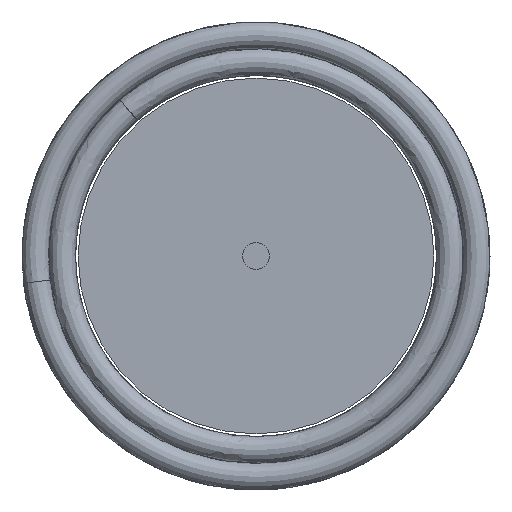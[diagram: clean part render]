
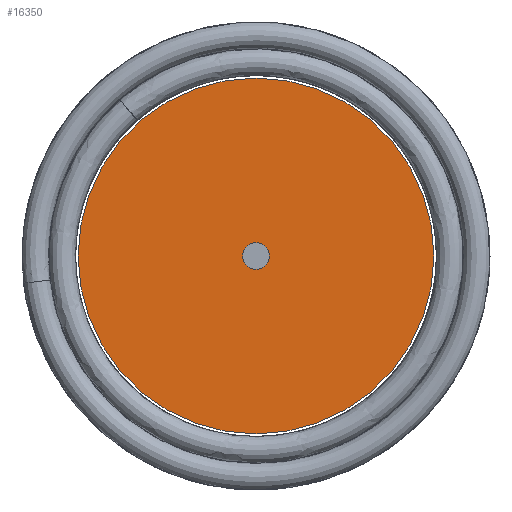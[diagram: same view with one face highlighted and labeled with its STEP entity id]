
A CAD part, front view. The second image highlights one B-rep face of the part: STEP entity #16350.
In plain terms, the highlighted planar face has unit normal (0, -1, 0).
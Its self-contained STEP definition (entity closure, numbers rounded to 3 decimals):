
#16225=CARTESIAN_POINT('',(0.,-28.375,0.));
#16226=DIRECTION('',(0.,1.,0.));
#16227=DIRECTION('',(1.,0.,0.));
#16228=AXIS2_PLACEMENT_3D('',#16225,#16226,#16227);
#16230=CARTESIAN_POINT('',(0.,-28.375,0.));
#16231=DIRECTION('',(0.,1.,0.));
#16232=DIRECTION('',(-1.,0.,0.));
#16233=AXIS2_PLACEMENT_3D('',#16230,#16231,#16232);
#16235=CARTESIAN_POINT('',(0.,-28.375,0.));
#16236=DIRECTION('',(0.,1.,0.));
#16237=DIRECTION('',(-1.,0.,0.));
#16238=AXIS2_PLACEMENT_3D('',#16235,#16236,#16237);
#16240=CARTESIAN_POINT('',(0.,-28.375,0.));
#16241=DIRECTION('',(0.,1.,0.));
#16242=DIRECTION('',(1.,0.,0.));
#16243=AXIS2_PLACEMENT_3D('',#16240,#16241,#16242);
#16309=CARTESIAN_POINT('',(5.406,-28.375,0.));
#16310=CARTESIAN_POINT('',(-5.406,-28.375,0.));
#16311=VERTEX_POINT('',#16309);
#16312=VERTEX_POINT('',#16310);
#16325=CARTESIAN_POINT('',(-0.405,-28.375,0.));
#16326=VERTEX_POINT('',#16325);
#16329=CARTESIAN_POINT('',(0.405,-28.375,0.));
#16330=VERTEX_POINT('',#16329);
#16333=CARTESIAN_POINT('',(0.,-28.375,0.));
#16334=DIRECTION('',(0.,1.,0.));
#16335=DIRECTION('',(1.,0.,0.));
#16336=AXIS2_PLACEMENT_3D('',#16333,#16334,#16335);
#16337=PLANE('',#16336);
#16339=ORIENTED_EDGE('',*,*,#16338,.T.);
#16341=ORIENTED_EDGE('',*,*,#16340,.T.);
#16342=EDGE_LOOP('',(#16339,#16341));
#16343=FACE_OUTER_BOUND('',#16342,.F.);
#16345=ORIENTED_EDGE('',*,*,#16344,.F.);
#16347=ORIENTED_EDGE('',*,*,#16346,.F.);
#16348=EDGE_LOOP('',(#16345,#16347));
#16349=FACE_BOUND('',#16348,.F.);
#16229=CIRCLE('',#16228,5.406);
#16234=CIRCLE('',#16233,5.406);
#16239=CIRCLE('',#16238,0.405);
#16244=CIRCLE('',#16243,0.405);
#16338=EDGE_CURVE('',#16311,#16312,#16229,.T.);
#16340=EDGE_CURVE('',#16312,#16311,#16234,.T.);
#16344=EDGE_CURVE('',#16326,#16330,#16239,.T.);
#16346=EDGE_CURVE('',#16330,#16326,#16244,.T.);
#16350=ADVANCED_FACE('',(#16343,#16349),#16337,.F.);
